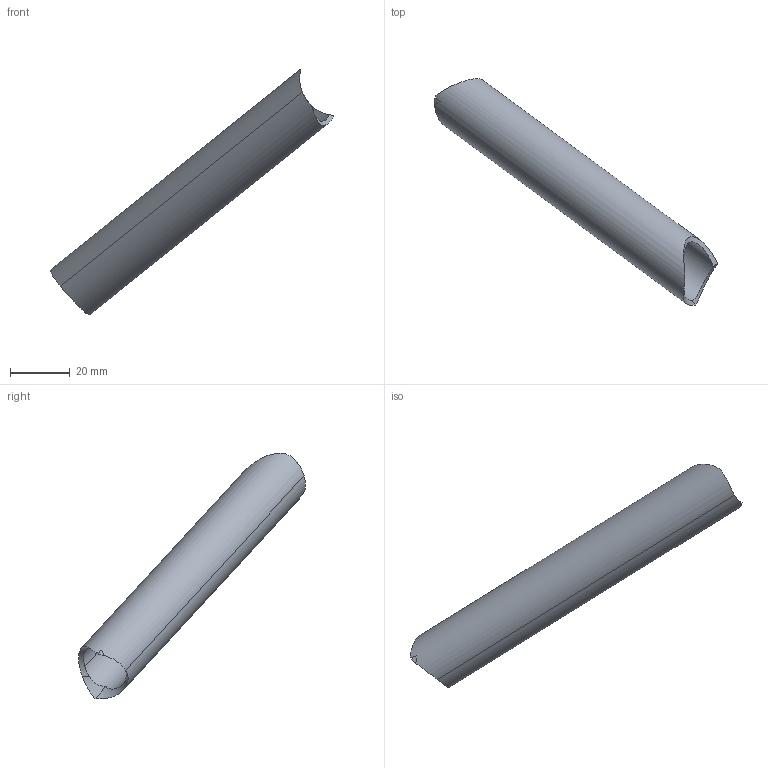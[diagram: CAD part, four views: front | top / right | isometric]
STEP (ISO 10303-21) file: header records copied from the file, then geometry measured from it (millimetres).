
FILE_DESCRIPTION(('STEP AP214'),'1');
FILE_NAME('60.stp','2019-12-01T22:17:16',(' '),(' '),'Spatial InterOp 3D',' ',' ');
FILE_SCHEMA(('AUTOMOTIVE_DESIGN { 1 0 10303 214 1 1 1 1 }'));
Length unit declared in the file: metre
Products named in the file (1): PartBody/Assemble.1
Bounding box: 95.4 x 76.29 x 82.6 mm (x, y, z)
Volume: 10024.9 mm3; surface area: 13685.7 mm2
Topology: 1 solids, 1 shells, 12 faces, 38 edges, 26 vertices
Faces by surface type: cylinder 12
Entity records: 1774 total; most frequent: CARTESIAN_POINT 1211, ORIENTED_EDGE 76, STYLED_ITEM 43, PRESENTATION_STYLE_ASSIGNMENT 43, COLOUR_RGB 43, EDGE_CURVE 38, DIRECTION 38, CURVE_STYLE 30
